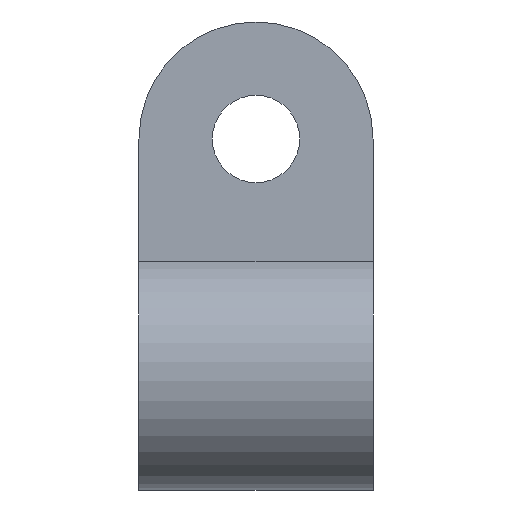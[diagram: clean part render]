
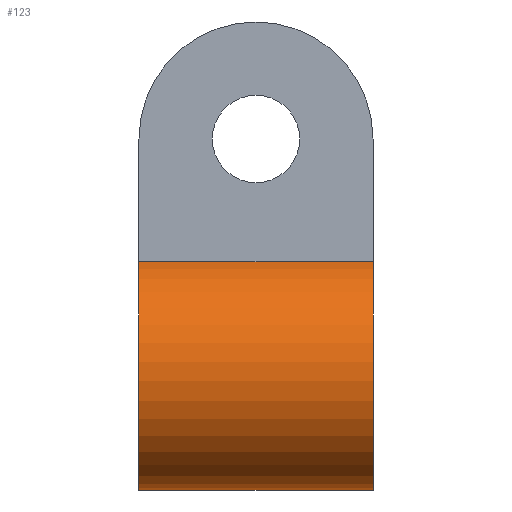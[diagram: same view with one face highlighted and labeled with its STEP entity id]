
A CAD part, left-side view. The second image highlights one B-rep face of the part: STEP entity #123.
In plain terms, the highlighted cylindrical face has radius 4.763 mm (diameter 9.525 mm), a partial arc.
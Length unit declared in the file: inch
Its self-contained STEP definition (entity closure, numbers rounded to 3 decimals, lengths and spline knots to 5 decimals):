
#25 = DIRECTION ( 'NONE',  ( 0., -1., 0. ) ) ;
#68 = EDGE_CURVE ( 'NONE', #457, #490, #532, .T. ) ;
#70 = ORIENTED_EDGE ( 'NONE', *, *, #713, .F. ) ;
#81 = EDGE_CURVE ( 'NONE', #533, #271, #940, .T. ) ;
#83 = ORIENTED_EDGE ( 'NONE', *, *, #81, .F. ) ;
#123 = ADVANCED_FACE ( 'NONE', ( #491 ), #651, .T. ) ;
#139 = ORIENTED_EDGE ( 'NONE', *, *, #68, .T. ) ;
#146 = DIRECTION ( 'NONE',  ( 0., -1., 0. ) ) ;
#188 = CARTESIAN_POINT ( 'NONE',  ( -0.1925, 0.375, 0. ) ) ;
#190 = DIRECTION ( 'NONE',  ( 0., 0., -1. ) ) ;
#266 = DIRECTION ( 'NONE',  ( 0., 1., 0. ) ) ;
#271 = VERTEX_POINT ( 'NONE', #487 ) ;
#304 = CARTESIAN_POINT ( 'NONE',  ( -0.1925, 0., -0.1875 ) ) ;
#334 = DIRECTION ( 'NONE',  ( 0., 0., 1. ) ) ;
#398 = EDGE_LOOP ( 'NONE', ( #83, #417, #139, #70 ) ) ;
#417 = ORIENTED_EDGE ( 'NONE', *, *, #805, .T. ) ;
#419 = CARTESIAN_POINT ( 'NONE',  ( -0.1925, 0.375, -0.1875 ) ) ;
#421 = VECTOR ( 'NONE', #747, 39.37008 ) ;
#457 = VERTEX_POINT ( 'NONE', #304 ) ;
#487 = CARTESIAN_POINT ( 'NONE',  ( -0.25, 0.375, 0.17847 ) ) ;
#490 = VERTEX_POINT ( 'NONE', #646 ) ;
#491 = FACE_OUTER_BOUND ( 'NONE', #398, .T. ) ;
#532 = CIRCLE ( 'NONE', #839, 0.1875 ) ;
#533 = VERTEX_POINT ( 'NONE', #807 ) ;
#572 = CARTESIAN_POINT ( 'NONE',  ( -0.25, 0.375, 0.17847 ) ) ;
#630 = LINE ( 'NONE', #572, #421 ) ;
#646 = CARTESIAN_POINT ( 'NONE',  ( -0.25, 0., 0.17847 ) ) ;
#651 = CYLINDRICAL_SURFACE ( 'NONE', #816, 0.1875 ) ;
#671 = CARTESIAN_POINT ( 'NONE',  ( -0.1925, 0., 0. ) ) ;
#676 = DIRECTION ( 'NONE',  ( 0., 1., 0. ) ) ;
#713 = EDGE_CURVE ( 'NONE', #271, #490, #630, .T. ) ;
#744 = AXIS2_PLACEMENT_3D ( 'NONE', #188, #676, #334 ) ;
#747 = DIRECTION ( 'NONE',  ( 0., -1., 0. ) ) ;
#752 = DIRECTION ( 'NONE',  ( 0., 0., 1. ) ) ;
#754 = VECTOR ( 'NONE', #146, 39.37008 ) ;
#805 = EDGE_CURVE ( 'NONE', #533, #457, #925, .T. ) ;
#807 = CARTESIAN_POINT ( 'NONE',  ( -0.1925, 0.375, -0.1875 ) ) ;
#816 = AXIS2_PLACEMENT_3D ( 'NONE', #901, #25, #190 ) ;
#839 = AXIS2_PLACEMENT_3D ( 'NONE', #671, #266, #752 ) ;
#901 = CARTESIAN_POINT ( 'NONE',  ( -0.1925, 0.375, 0. ) ) ;
#925 = LINE ( 'NONE', #419, #754 ) ;
#940 = CIRCLE ( 'NONE', #744, 0.1875 ) ;
